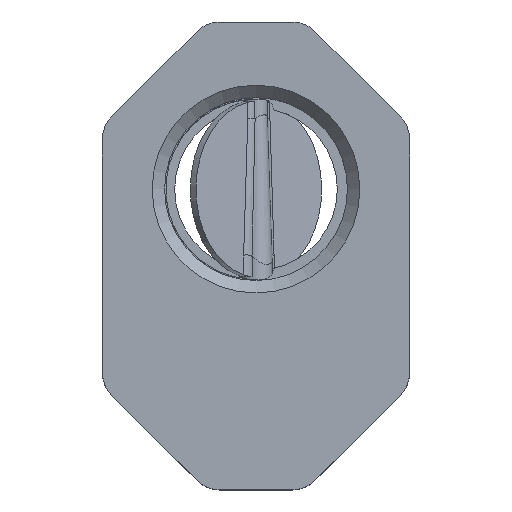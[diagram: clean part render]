
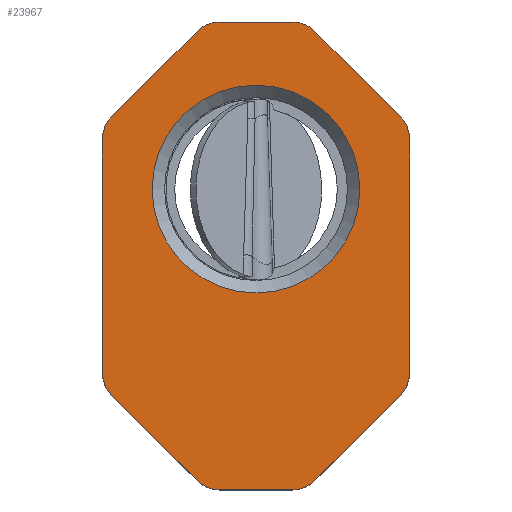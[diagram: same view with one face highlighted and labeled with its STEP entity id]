
A CAD part, top view. The second image highlights one B-rep face of the part: STEP entity #23967.
In plain terms, the highlighted planar face has unit normal (0, 0, 1).
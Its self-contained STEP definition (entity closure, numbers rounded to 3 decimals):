
#1233=FACE_BOUND('',#4441,.T.);
#2044=PLANE('',#25820);
#3141=FACE_OUTER_BOUND('',#4440,.T.);
#4440=EDGE_LOOP('',(#22160,#22161,#22162,#22163,#22164,#22165,#22166,#22167,
#22168,#22169,#22170,#22171,#22172,#22173,#22174,#22175));
#4441=EDGE_LOOP('',(#22176));
#6459=LINE('',#48007,#8516);
#6460=LINE('',#48011,#8517);
#6461=LINE('',#48015,#8518);
#6462=LINE('',#48019,#8519);
#6463=LINE('',#48023,#8520);
#6464=LINE('',#48027,#8521);
#6465=LINE('',#48031,#8522);
#6466=LINE('',#48034,#8523);
#8516=VECTOR('',#31128,10.);
#8517=VECTOR('',#31131,10.);
#8518=VECTOR('',#31134,10.);
#8519=VECTOR('',#31137,10.);
#8520=VECTOR('',#31140,10.);
#8521=VECTOR('',#31143,10.);
#8522=VECTOR('',#31146,10.);
#8523=VECTOR('',#31149,10.);
#9277=CIRCLE('',#25819,23.);
#9278=CIRCLE('',#25821,7.);
#9279=CIRCLE('',#25822,7.);
#9280=CIRCLE('',#25823,7.);
#9281=CIRCLE('',#25824,7.);
#9282=CIRCLE('',#25825,7.);
#9283=CIRCLE('',#25826,7.);
#9284=CIRCLE('',#25827,7.);
#9285=CIRCLE('',#25828,7.);
#11801=VERTEX_POINT('',#47999);
#11802=VERTEX_POINT('',#48003);
#11803=VERTEX_POINT('',#48004);
#11804=VERTEX_POINT('',#48006);
#11805=VERTEX_POINT('',#48008);
#11806=VERTEX_POINT('',#48010);
#11807=VERTEX_POINT('',#48012);
#11808=VERTEX_POINT('',#48014);
#11809=VERTEX_POINT('',#48016);
#11810=VERTEX_POINT('',#48018);
#11811=VERTEX_POINT('',#48020);
#11812=VERTEX_POINT('',#48022);
#11813=VERTEX_POINT('',#48024);
#11814=VERTEX_POINT('',#48026);
#11815=VERTEX_POINT('',#48028);
#11816=VERTEX_POINT('',#48030);
#11817=VERTEX_POINT('',#48032);
#15281=EDGE_CURVE('',#11801,#11801,#9277,.T.);
#15282=EDGE_CURVE('',#11802,#11803,#9278,.T.);
#15283=EDGE_CURVE('',#11803,#11804,#6459,.T.);
#15284=EDGE_CURVE('',#11804,#11805,#9279,.T.);
#15285=EDGE_CURVE('',#11805,#11806,#6460,.T.);
#15286=EDGE_CURVE('',#11806,#11807,#9280,.T.);
#15287=EDGE_CURVE('',#11807,#11808,#6461,.T.);
#15288=EDGE_CURVE('',#11808,#11809,#9281,.T.);
#15289=EDGE_CURVE('',#11809,#11810,#6462,.F.);
#15290=EDGE_CURVE('',#11811,#11810,#9282,.T.);
#15291=EDGE_CURVE('',#11811,#11812,#6463,.T.);
#15292=EDGE_CURVE('',#11813,#11812,#9283,.T.);
#15293=EDGE_CURVE('',#11813,#11814,#6464,.T.);
#15294=EDGE_CURVE('',#11815,#11814,#9284,.T.);
#15295=EDGE_CURVE('',#11815,#11816,#6465,.T.);
#15296=EDGE_CURVE('',#11817,#11816,#9285,.T.);
#15297=EDGE_CURVE('',#11817,#11802,#6466,.F.);
#22160=ORIENTED_EDGE('',*,*,#15282,.T.);
#22161=ORIENTED_EDGE('',*,*,#15283,.T.);
#22162=ORIENTED_EDGE('',*,*,#15284,.T.);
#22163=ORIENTED_EDGE('',*,*,#15285,.T.);
#22164=ORIENTED_EDGE('',*,*,#15286,.T.);
#22165=ORIENTED_EDGE('',*,*,#15287,.T.);
#22166=ORIENTED_EDGE('',*,*,#15288,.T.);
#22167=ORIENTED_EDGE('',*,*,#15289,.T.);
#22168=ORIENTED_EDGE('',*,*,#15290,.F.);
#22169=ORIENTED_EDGE('',*,*,#15291,.T.);
#22170=ORIENTED_EDGE('',*,*,#15292,.F.);
#22171=ORIENTED_EDGE('',*,*,#15293,.T.);
#22172=ORIENTED_EDGE('',*,*,#15294,.F.);
#22173=ORIENTED_EDGE('',*,*,#15295,.T.);
#22174=ORIENTED_EDGE('',*,*,#15296,.F.);
#22175=ORIENTED_EDGE('',*,*,#15297,.T.);
#22176=ORIENTED_EDGE('',*,*,#15281,.F.);
#23967=ADVANCED_FACE('',(#3141,#1233),#2044,.T.);
#25819=AXIS2_PLACEMENT_3D('',#48001,#31122,#31123);
#25820=AXIS2_PLACEMENT_3D('',#48002,#31124,#31125);
#25821=AXIS2_PLACEMENT_3D('',#48005,#31126,#31127);
#25822=AXIS2_PLACEMENT_3D('',#48009,#31129,#31130);
#25823=AXIS2_PLACEMENT_3D('',#48013,#31132,#31133);
#25824=AXIS2_PLACEMENT_3D('',#48017,#31135,#31136);
#25825=AXIS2_PLACEMENT_3D('',#48021,#31138,#31139);
#25826=AXIS2_PLACEMENT_3D('',#48025,#31141,#31142);
#25827=AXIS2_PLACEMENT_3D('',#48029,#31144,#31145);
#25828=AXIS2_PLACEMENT_3D('',#48033,#31147,#31148);
#31122=DIRECTION('center_axis',(0.,0.,1.));
#31123=DIRECTION('ref_axis',(-1.,0.,0.));
#31124=DIRECTION('center_axis',(0.,0.,1.));
#31125=DIRECTION('ref_axis',(1.,0.,0.));
#31126=DIRECTION('center_axis',(0.,0.,1.));
#31127=DIRECTION('ref_axis',(0.707,-0.707,0.));
#31128=DIRECTION('',(-0.707,-0.707,0.));
#31129=DIRECTION('center_axis',(0.,0.,1.));
#31130=DIRECTION('ref_axis',(1.,0.,0.));
#31131=DIRECTION('',(0.,-1.,0.));
#31132=DIRECTION('center_axis',(0.,0.,1.));
#31133=DIRECTION('ref_axis',(0.707,0.707,0.));
#31134=DIRECTION('',(0.707,-0.707,0.));
#31135=DIRECTION('center_axis',(0.,0.,1.));
#31136=DIRECTION('ref_axis',(0.,1.,0.));
#31137=DIRECTION('',(-1.,0.,0.));
#31138=DIRECTION('center_axis',(0.,0.,-1.));
#31139=DIRECTION('ref_axis',(0.383,-0.924,0.));
#31140=DIRECTION('',(0.707,0.707,0.));
#31141=DIRECTION('center_axis',(0.,0.,-1.));
#31142=DIRECTION('ref_axis',(0.924,-0.383,0.));
#31143=DIRECTION('',(0.,1.,0.));
#31144=DIRECTION('center_axis',(0.,0.,-1.));
#31145=DIRECTION('ref_axis',(0.924,0.383,0.));
#31146=DIRECTION('',(-0.707,0.707,0.));
#31147=DIRECTION('center_axis',(0.,0.,-1.));
#31148=DIRECTION('ref_axis',(0.383,0.924,0.));
#31149=DIRECTION('',(1.,0.,0.));
#47999=CARTESIAN_POINT('',(72.057,58.768,17.234));
#48001=CARTESIAN_POINT('Origin',(49.057,58.768,17.234));
#48002=CARTESIAN_POINT('Origin',(49.057,58.768,17.234));
#48003=CARTESIAN_POINT('',(40.957,95.768,17.234));
#48004=CARTESIAN_POINT('',(36.007,93.717,17.234));
#48005=CARTESIAN_POINT('Origin',(40.957,88.768,17.234));
#48006=CARTESIAN_POINT('',(17.107,74.818,17.234));
#48007=CARTESIAN_POINT('',(21.082,78.793,17.234));
#48008=CARTESIAN_POINT('',(15.057,69.868,17.234));
#48009=CARTESIAN_POINT('Origin',(22.057,69.868,17.234));
#48010=CARTESIAN_POINT('',(15.057,18.075,17.234));
#48011=CARTESIAN_POINT('',(15.057,58.768,17.234));
#48012=CARTESIAN_POINT('',(17.107,13.126,17.234));
#48013=CARTESIAN_POINT('Origin',(22.057,18.075,17.234));
#48014=CARTESIAN_POINT('',(36.007,-5.774,17.234));
#48015=CARTESIAN_POINT('',(23.134,7.099,17.234));
#48016=CARTESIAN_POINT('',(40.957,-7.824,17.234));
#48017=CARTESIAN_POINT('Origin',(40.957,-0.824,17.234));
#48018=CARTESIAN_POINT('',(57.158,-7.824,17.234));
#48019=CARTESIAN_POINT('',(49.057,-7.824,17.234));
#48020=CARTESIAN_POINT('',(62.107,-5.774,17.234));
#48021=CARTESIAN_POINT('Origin',(57.158,-0.824,17.234));
#48022=CARTESIAN_POINT('',(81.007,13.126,17.234));
#48023=CARTESIAN_POINT('',(85.016,17.134,17.234));
#48024=CARTESIAN_POINT('',(83.057,18.075,17.234));
#48025=CARTESIAN_POINT('Origin',(76.057,18.075,17.234));
#48026=CARTESIAN_POINT('',(83.057,69.868,17.234));
#48027=CARTESIAN_POINT('',(83.057,65.146,17.234));
#48028=CARTESIAN_POINT('',(81.007,74.818,17.234));
#48029=CARTESIAN_POINT('Origin',(76.057,69.868,17.234));
#48030=CARTESIAN_POINT('',(62.107,93.717,17.234));
#48031=CARTESIAN_POINT('',(66.996,88.828,17.234));
#48032=CARTESIAN_POINT('',(57.158,95.768,17.234));
#48033=CARTESIAN_POINT('Origin',(57.158,88.768,17.234));
#48034=CARTESIAN_POINT('',(49.057,95.768,17.234));
